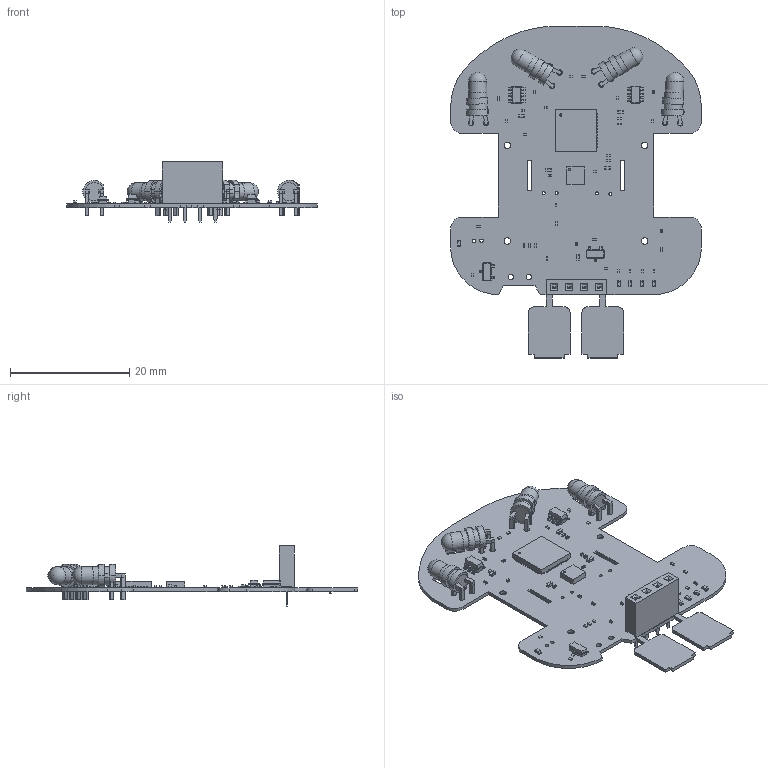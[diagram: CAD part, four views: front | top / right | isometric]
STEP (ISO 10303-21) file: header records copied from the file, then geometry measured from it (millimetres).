
FILE_DESCRIPTION(('KiCad electronic assembly'),'2;1');
FILE_NAME('lapis.step','2021-06-03T01:00:53',('An Author'),('A Company') ,'Open CASCADE STEP processor 6.9','KiCad to STEP converter','Unknown' );
FILE_SCHEMA(('AUTOMOTIVE_DESIGN { 1 0 10303 214 1 1 1 1 }'));
Length unit declared in the file: millimetre
Products named in the file (22): Open CASCADE STEP translator 6.9 1; SOT-23-6; SOLID; R_0201_0603Metric; LED_0402_1005Metric; C_0402_1005Metric; C_0201_0603Metric; LED_D3.0mm_Horizontal_O1.27mm_Z2.0mm_IRBlack; LGA-16_3x3mm_P0.5mm_LayoutBorder3x5y; QFN-48-1EP_7x7mm_P0.5mm_EP5.6x5.6mm; SOT-23; PinSocket_1x04_P2.54mm_Vertical; COMPOUND
Assembly tree (72 placements, depth 3):
  Open CASCADE STEP translator 6.9 1
    SOT-23-6  x2
      SOLID
    R_0201_0603Metric  x17
      SOLID
    LED_0402_1005Metric  x5
      SOLID
    C_0402_1005Metric  x5
      SOLID
    C_0201_0603Metric  x19
      SOLID
    LED_D3.0mm_Horizontal_O1.27mm_Z2.0mm_IRBlack  x8
      SOLID
    LGA-16_3x3mm_P0.5mm_LayoutBorder3x5y
      SOLID
    QFN-48-1EP_7x7mm_P0.5mm_EP5.6x5.6mm
      SOLID
    SOT-23  x2
      SOLID
    PinSocket_1x04_P2.54mm_Vertical
      SOLID
    COMPOUND
Bounding box: 42 x 55.6 x 10.1 mm (x, y, z)
Volume: 1542.8 mm3; surface area: 4786.8 mm2
Topology: 62 solids, 62 shells, 2667 faces, 6937 edges, 4486 vertices
Faces by surface type: plane 1937, cylinder 608, bspline 114, sphere 8
Full cylindrical faces by diameter (mm): 0.35 x1, 0.4 x1, 0.5 x4, 0.6 x2, 0.9 x18, 1 x4, 1.1 x4, 3 x8
Entity records: 73362 total; most frequent: CARTESIAN_POINT 11896, DIRECTION 10147, LINE 7415, VECTOR 7415, ORIENTED_EDGE 5408, PCURVE 5408, DEFINITIONAL_REPRESENTATION 5408, EDGE_CURVE 2704
